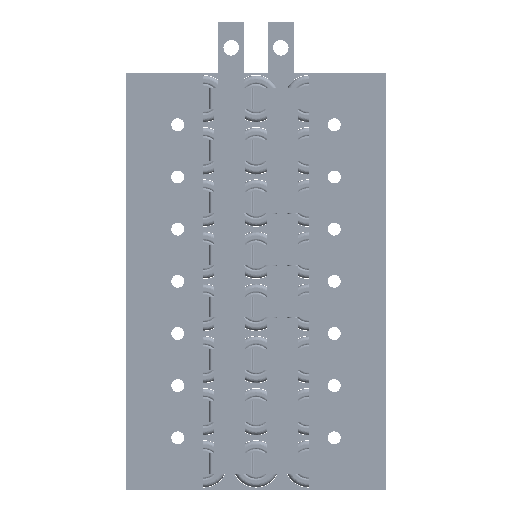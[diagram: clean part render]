
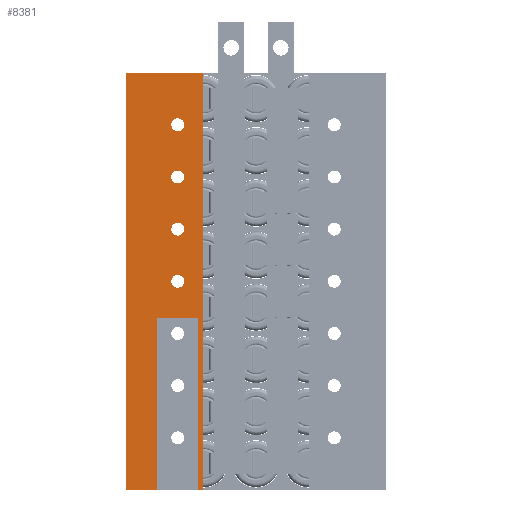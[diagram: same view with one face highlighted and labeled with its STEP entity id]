
A CAD part, left-side view. The second image highlights one B-rep face of the part: STEP entity #8381.
In plain terms, the highlighted face is planar.
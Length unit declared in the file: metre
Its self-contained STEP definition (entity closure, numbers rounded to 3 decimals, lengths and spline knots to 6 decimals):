
#1215=CIRCLE('',#8996,0.0025);
#1216=CIRCLE('',#8997,0.0025);
#1217=CIRCLE('',#8998,0.0025);
#1218=CIRCLE('',#8999,0.0025);
#1219=CIRCLE('',#9000,0.0025);
#1220=CIRCLE('',#9001,0.0025);
#1221=CIRCLE('',#9002,0.0025);
#1759=ORIENTED_EDGE('',*,*,#3742,.T.);
#1760=ORIENTED_EDGE('',*,*,#3743,.T.);
#1761=ORIENTED_EDGE('',*,*,#3744,.T.);
#1762=ORIENTED_EDGE('',*,*,#3745,.T.);
#1763=ORIENTED_EDGE('',*,*,#3746,.T.);
#1764=ORIENTED_EDGE('',*,*,#3747,.T.);
#1765=ORIENTED_EDGE('',*,*,#3748,.T.);
#1766=ORIENTED_EDGE('',*,*,#3732,.T.);
#1767=ORIENTED_EDGE('',*,*,#3741,.T.);
#1768=ORIENTED_EDGE('',*,*,#3738,.F.);
#1769=ORIENTED_EDGE('',*,*,#3735,.F.);
#3732=EDGE_CURVE('',#4748,#4747,#5403,.T.);
#3735=EDGE_CURVE('',#4748,#4750,#5406,.T.);
#3738=EDGE_CURVE('',#4750,#4752,#5409,.T.);
#3741=EDGE_CURVE('',#4747,#4752,#5412,.T.);
#3742=EDGE_CURVE('',#4753,#4753,#1215,.T.);
#3743=EDGE_CURVE('',#4754,#4754,#1216,.T.);
#3744=EDGE_CURVE('',#4755,#4755,#1217,.T.);
#3745=EDGE_CURVE('',#4756,#4756,#1218,.T.);
#3746=EDGE_CURVE('',#4757,#4757,#1219,.T.);
#3747=EDGE_CURVE('',#4758,#4758,#1220,.T.);
#3748=EDGE_CURVE('',#4759,#4759,#1221,.T.);
#4747=VERTEX_POINT('',#13031);
#4748=VERTEX_POINT('',#13033);
#4750=VERTEX_POINT('',#13039);
#4752=VERTEX_POINT('',#13045);
#4753=VERTEX_POINT('',#13052);
#4754=VERTEX_POINT('',#13054);
#4755=VERTEX_POINT('',#13056);
#4756=VERTEX_POINT('',#13058);
#4757=VERTEX_POINT('',#13060);
#4758=VERTEX_POINT('',#13062);
#4759=VERTEX_POINT('',#13064);
#5403=LINE('',#13032,#6073);
#5406=LINE('',#13038,#6076);
#5409=LINE('',#13044,#6079);
#5412=LINE('',#13049,#6082);
#6073=VECTOR('',#10222,1.);
#6076=VECTOR('',#10227,1.);
#6079=VECTOR('',#10232,1.);
#6082=VECTOR('',#10237,1.);
#6747=EDGE_LOOP('',(#1759));
#6748=EDGE_LOOP('',(#1760));
#6749=EDGE_LOOP('',(#1761));
#6750=EDGE_LOOP('',(#1762));
#6751=EDGE_LOOP('',(#1763));
#6752=EDGE_LOOP('',(#1764));
#6753=EDGE_LOOP('',(#1765));
#6754=EDGE_LOOP('',(#1766,#1767,#1768,#1769));
#7401=FACE_BOUND('',#6747,.T.);
#7402=FACE_BOUND('',#6748,.T.);
#7403=FACE_BOUND('',#6749,.T.);
#7404=FACE_BOUND('',#6750,.T.);
#7405=FACE_BOUND('',#6751,.T.);
#7406=FACE_BOUND('',#6752,.T.);
#7407=FACE_BOUND('',#6753,.T.);
#7408=FACE_BOUND('',#6754,.T.);
#8016=PLANE('',#8995);
#8381=ADVANCED_FACE('',(#7401,#7402,#7403,#7404,#7405,#7406,#7407,#7408),
#8016,.F.);
#8995=AXIS2_PLACEMENT_3D('',#13050,#10238,#10239);
#8996=AXIS2_PLACEMENT_3D('',#13051,#10240,#10241);
#8997=AXIS2_PLACEMENT_3D('',#13053,#10242,#10243);
#8998=AXIS2_PLACEMENT_3D('',#13055,#10244,#10245);
#8999=AXIS2_PLACEMENT_3D('',#13057,#10246,#10247);
#9000=AXIS2_PLACEMENT_3D('',#13059,#10248,#10249);
#9001=AXIS2_PLACEMENT_3D('',#13061,#10250,#10251);
#9002=AXIS2_PLACEMENT_3D('',#13063,#10252,#10253);
#10222=DIRECTION('',(0.,1.,0.));
#10227=DIRECTION('',(1.,0.,0.));
#10232=DIRECTION('',(0.,1.,0.));
#10237=DIRECTION('',(1.,0.,0.));
#10238=DIRECTION('',(0.,0.,1.));
#10239=DIRECTION('',(1.,0.,0.));
#10240=DIRECTION('',(0.,0.,1.));
#10241=DIRECTION('',(1.,0.,0.));
#10242=DIRECTION('',(0.,0.,1.));
#10243=DIRECTION('',(1.,0.,0.));
#10244=DIRECTION('',(0.,0.,1.));
#10245=DIRECTION('',(1.,0.,0.));
#10246=DIRECTION('',(0.,0.,1.));
#10247=DIRECTION('',(1.,0.,0.));
#10248=DIRECTION('',(0.,0.,1.));
#10249=DIRECTION('',(1.,0.,0.));
#10250=DIRECTION('',(0.,0.,1.));
#10251=DIRECTION('',(1.,0.,0.));
#10252=DIRECTION('',(0.,0.,1.));
#10253=DIRECTION('',(1.,0.,0.));
#13031=CARTESIAN_POINT('',(-0.0101,0.0199,-0.012));
#13032=CARTESIAN_POINT('',(-0.0101,0.0049,-0.012));
#13033=CARTESIAN_POINT('',(-0.0101,-0.0101,-0.012));
#13038=CARTESIAN_POINT('',(0.0707,-0.0101,-0.012));
#13039=CARTESIAN_POINT('',(0.1515,-0.0101,-0.012));
#13044=CARTESIAN_POINT('',(0.1515,0.0049,-0.012));
#13045=CARTESIAN_POINT('',(0.1515,0.0199,-0.012));
#13049=CARTESIAN_POINT('',(0.0707,0.0199,-0.012));
#13050=CARTESIAN_POINT('',(0.0707,0.0049,-0.012));
#13051=CARTESIAN_POINT('',(0.0101,0.0101,-0.012));
#13052=CARTESIAN_POINT('',(0.0126,0.0101,-0.012));
#13053=CARTESIAN_POINT('',(0.0707,0.0101,-0.012));
#13054=CARTESIAN_POINT('',(0.0732,0.0101,-0.012));
#13055=CARTESIAN_POINT('',(0.0909,0.0101,-0.012));
#13056=CARTESIAN_POINT('',(0.0934,0.0101,-0.012));
#13057=CARTESIAN_POINT('',(0.1111,0.0101,-0.012));
#13058=CARTESIAN_POINT('',(0.1136,0.0101,-0.012));
#13059=CARTESIAN_POINT('',(0.1313,0.0101,-0.012));
#13060=CARTESIAN_POINT('',(0.1338,0.0101,-0.012));
#13061=CARTESIAN_POINT('',(0.0505,0.0101,-0.012));
#13062=CARTESIAN_POINT('',(0.053,0.0101,-0.012));
#13063=CARTESIAN_POINT('',(0.0303,0.0101,-0.012));
#13064=CARTESIAN_POINT('',(0.0328,0.0101,-0.012));
